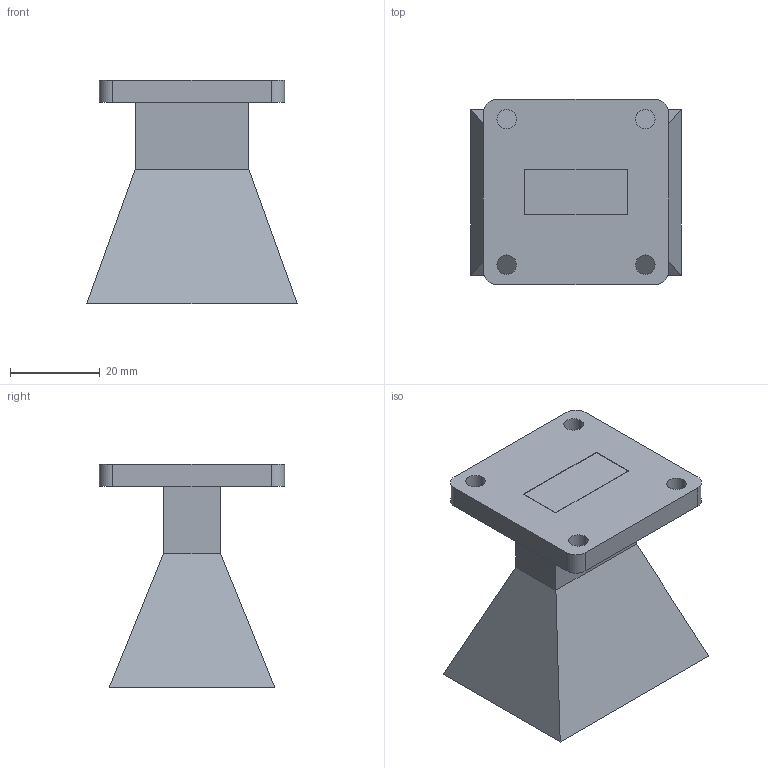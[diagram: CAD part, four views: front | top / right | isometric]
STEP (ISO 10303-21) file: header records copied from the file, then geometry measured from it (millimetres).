
FILE_DESCRIPTION (( 'STEP AP214' ), '1' );
FILE_NAME ('SAR-1248-90-S3, DEFEATURE.STEP', '2019-07-25T21:38:56', ( '' ), ( '' ), 'SwSTEP 2.0', 'SolidWorks 2016', '' );
FILE_SCHEMA (( 'AUTOMOTIVE_DESIGN' ));
Length unit declared in the file: inch
Products named in the file (1): SAR-1248-90-S3, DEFEATURE
Bounding box: 47 x 41.4 x 50 mm (x, y, z)
Volume: 37857.2 mm3; surface area: 12320.6 mm2
Topology: 1 solids, 2 shells, 38 faces, 92 edges, 60 vertices
Faces by surface type: plane 26, cylinder 12
Entity records: 1162 total; most frequent: DIRECTION 194, CARTESIAN_POINT 191, ORIENTED_EDGE 184, EDGE_CURVE 92, VECTOR 68, LINE 68, AXIS2_PLACEMENT_3D 63, VERTEX_POINT 60
